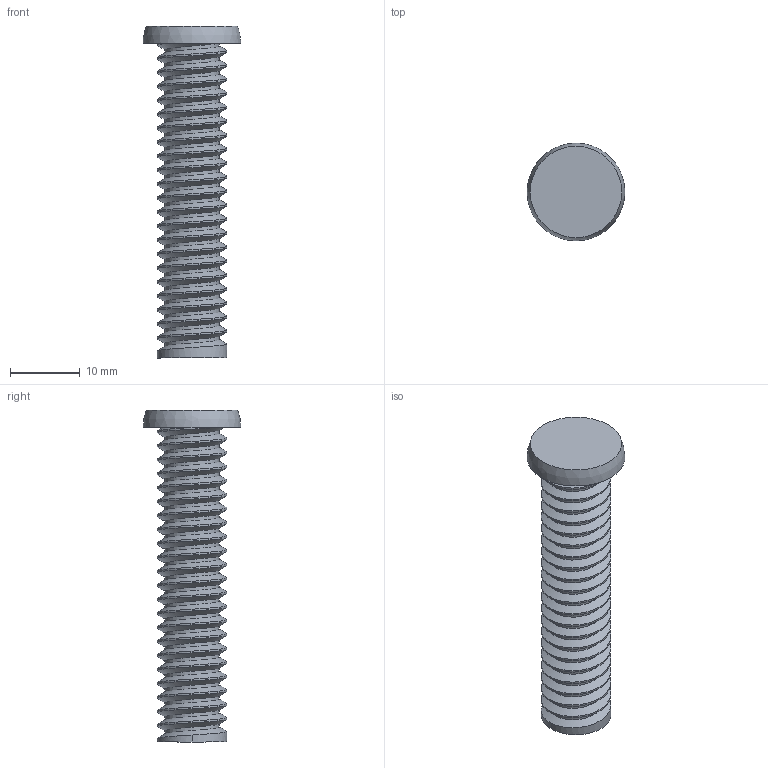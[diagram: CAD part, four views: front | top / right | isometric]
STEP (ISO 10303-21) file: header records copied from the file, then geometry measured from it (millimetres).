
FILE_DESCRIPTION (( 'STEP AP214' ), '1' );
FILE_NAME ('錨璃6.STEP', '2025-01-17T13:02:25', ( '' ), ( '' ), 'SwSTEP 2.0', 'SolidWorks 2024', '' );
FILE_SCHEMA (( 'AUTOMOTIVE_DESIGN' ));
Length unit declared in the file: millimetre
Products named in the file (1): 零件6
Bounding box: 14 x 14 x 47.5 mm (x, y, z)
Volume: 3119.4 mm3; surface area: 2482.9 mm2
Topology: 1 solids, 1 shells, 56 faces, 155 edges, 102 vertices
Faces by surface type: cylinder 46, plane 5, bspline 4, sphere 1
Entity records: 7384 total; most frequent: CARTESIAN_POINT 6235, ORIENTED_EDGE 306, DIRECTION 168, EDGE_CURVE 153, VERTEX_POINT 101, AXIS2_PLACEMENT_3D 59, EDGE_LOOP 58, ADVANCED_FACE 56
